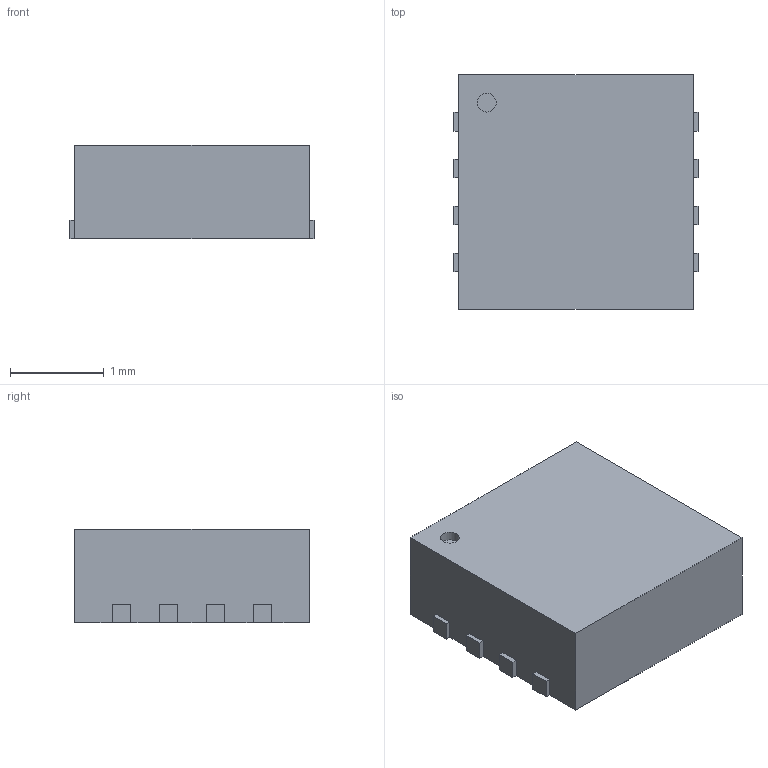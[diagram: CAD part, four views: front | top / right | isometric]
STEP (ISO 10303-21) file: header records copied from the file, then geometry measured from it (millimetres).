
FILE_DESCRIPTION( ( 'Unknown' ), '1' );
FILE_NAME( 'DFN-8-1EP_2.5x2.5mm_P0.5mm_EP1.1x1.8mm.step', 'Unknown', ( 'Unknown' ), ( 'Unknown' ), 'PSStep 15.0.49', 'Unknown', ' ' );
FILE_SCHEMA( ( 'AUTOMOTIVE_DESIGN { 1 0 10303 214 1 1 1 1 }' ) );
Length unit declared in the file: millimetre
Products named in the file (1): 1
Bounding box: 2.6 x 2.5 x 1 mm (x, y, z)
Volume: 6.3 mm3; surface area: 22.9 mm2
Topology: 1 solids, 1 shells, 40 faces, 111 edges, 74 vertices
Faces by surface type: plane 39, cylinder 1
Full cylindrical faces by diameter (mm): 0.2 x1
Entity records: 1588 total; most frequent: CARTESIAN_POINT 225, ORIENTED_EDGE 220, DIRECTION 194, EDGE_CURVE 110, LINE 108, VECTOR 108, VERTEX_POINT 74, AXIS2_PLACEMENT_3D 43
